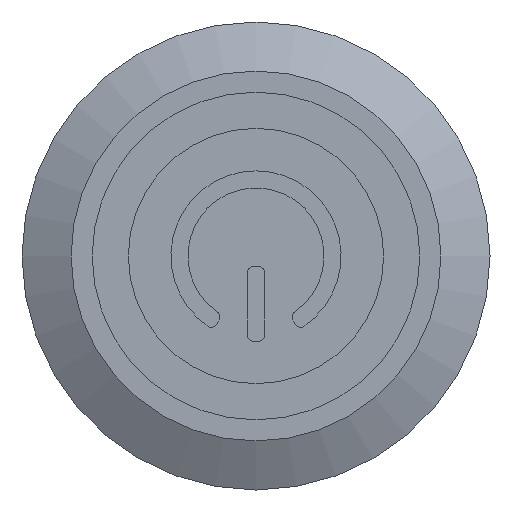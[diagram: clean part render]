
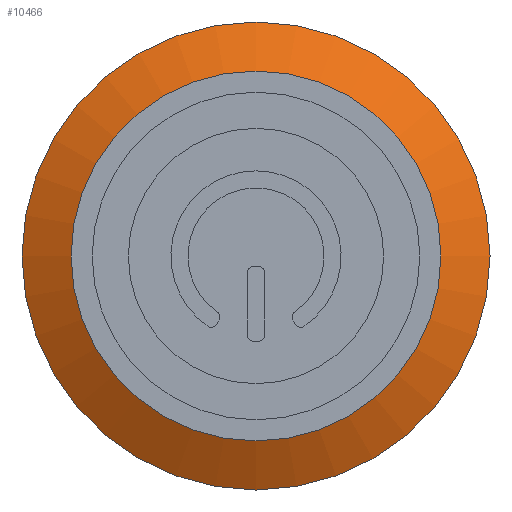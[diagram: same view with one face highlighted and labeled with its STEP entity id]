
A CAD part, left-side view. The second image highlights one B-rep face of the part: STEP entity #10466.
In plain terms, the highlighted conical face has half-angle 62.5 degrees and reference radius 9.847 mm.
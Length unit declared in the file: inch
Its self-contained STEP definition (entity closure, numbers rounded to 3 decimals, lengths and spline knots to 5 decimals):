
#735=CONICAL_SURFACE('',#11304,0.38769,1.091);
#1418=LINE('',#24008,#2061);
#2061=VECTOR('',#13581,0.38769);
#2821=FACE_OUTER_BOUND('',#3473,.T.);
#3473=EDGE_LOOP('',(#9594,#9595,#9596,#9597,#9598));
#3900=CIRCLE('',#11305,0.34232);
#3901=CIRCLE('',#11306,0.43307);
#3902=CIRCLE('',#11307,0.43307);
#4912=VERTEX_POINT('',#24005);
#4913=VERTEX_POINT('',#24007);
#4914=VERTEX_POINT('',#24009);
#6480=EDGE_CURVE('',#4912,#4912,#3900,.T.);
#6481=EDGE_CURVE('',#4912,#4913,#1418,.T.);
#6482=EDGE_CURVE('',#4914,#4913,#3901,.T.);
#6483=EDGE_CURVE('',#4913,#4914,#3902,.T.);
#9594=ORIENTED_EDGE('',*,*,#6480,.F.);
#9595=ORIENTED_EDGE('',*,*,#6481,.T.);
#9596=ORIENTED_EDGE('',*,*,#6482,.F.);
#9597=ORIENTED_EDGE('',*,*,#6483,.F.);
#9598=ORIENTED_EDGE('',*,*,#6481,.F.);
#10466=ADVANCED_FACE('',(#2821),#735,.T.);
#11304=AXIS2_PLACEMENT_3D('',#24004,#13577,#13578);
#11305=AXIS2_PLACEMENT_3D('',#24006,#13579,#13580);
#11306=AXIS2_PLACEMENT_3D('',#24010,#13582,#13583);
#11307=AXIS2_PLACEMENT_3D('',#24011,#13584,#13585);
#13577=DIRECTION('center_axis',(1.,0.,0.));
#13578=DIRECTION('ref_axis',(0.,0.,1.));
#13579=DIRECTION('center_axis',(-1.,0.,0.));
#13580=DIRECTION('ref_axis',(0.,0.,1.));
#13581=DIRECTION('',(0.462,0.,-0.887));
#13582=DIRECTION('center_axis',(1.,0.,0.));
#13583=DIRECTION('ref_axis',(0.,-1.,0.));
#13584=DIRECTION('center_axis',(1.,0.,0.));
#13585=DIRECTION('ref_axis',(0.,-1.,0.));
#24004=CARTESIAN_POINT('Origin',(-0.05512,0.,0.));
#24005=CARTESIAN_POINT('',(-0.07874,0.,-0.34232));
#24006=CARTESIAN_POINT('Origin',(-0.07874,0.,0.));
#24007=CARTESIAN_POINT('',(-0.0315,0.,-0.43307));
#24008=CARTESIAN_POINT('',(-0.05512,0.,-0.38769));
#24009=CARTESIAN_POINT('',(-0.0315,0.43307,0.));
#24010=CARTESIAN_POINT('Origin',(-0.0315,0.,0.));
#24011=CARTESIAN_POINT('Origin',(-0.0315,0.,0.));
